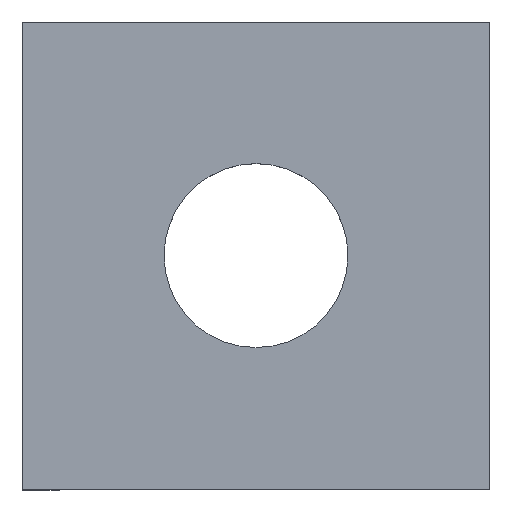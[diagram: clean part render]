
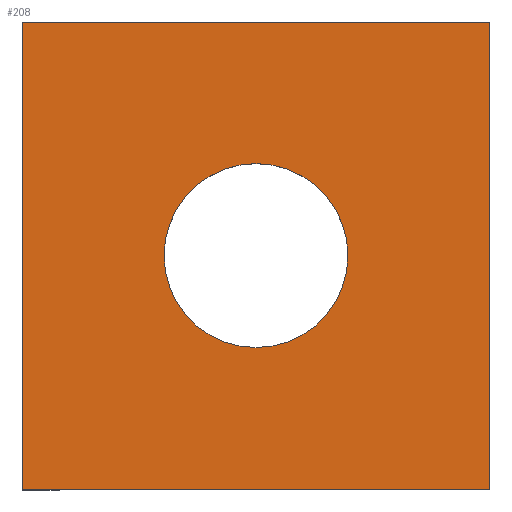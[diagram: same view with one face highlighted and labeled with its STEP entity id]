
A CAD part, top view. The second image highlights one B-rep face of the part: STEP entity #208.
In plain terms, the highlighted planar face has unit normal (0, 0, 1).
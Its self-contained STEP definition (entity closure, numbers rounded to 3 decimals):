
#2 = ORIENTED_EDGE ( 'NONE', *, *, #8, .T. ) ;
#8 = EDGE_CURVE ( 'NONE', #289, #268, #366, .T. ) ;
#28 = VECTOR ( 'NONE', #412, 1000. ) ;
#32 = ORIENTED_EDGE ( 'NONE', *, *, #167, .T. ) ;
#33 = CARTESIAN_POINT ( 'NONE',  ( 23.4, 0., 2. ) ) ;
#35 = EDGE_LOOP ( 'NONE', ( #2, #158 ) ) ;
#37 = VECTOR ( 'NONE', #247, 1000. ) ;
#39 = AXIS2_PLACEMENT_3D ( 'NONE', #163, #60, #312 ) ;
#40 = EDGE_LOOP ( 'NONE', ( #32, #46, #305, #71 ) ) ;
#46 = ORIENTED_EDGE ( 'NONE', *, *, #194, .F. ) ;
#58 = DIRECTION ( 'NONE',  ( 1., 0., 0. ) ) ;
#60 = DIRECTION ( 'NONE',  ( 0., 0., -1. ) ) ;
#69 = LINE ( 'NONE', #389, #260 ) ;
#71 = ORIENTED_EDGE ( 'NONE', *, *, #323, .T. ) ;
#79 = AXIS2_PLACEMENT_3D ( 'NONE', #390, #326, #143 ) ;
#82 = CIRCLE ( 'NONE', #284, 5. ) ;
#111 = CARTESIAN_POINT ( 'NONE',  ( 10.7, 12.7, 2. ) ) ;
#114 = LINE ( 'NONE', #117, #401 ) ;
#115 = CARTESIAN_POINT ( 'NONE',  ( 23.4, 25.4, 2. ) ) ;
#116 = CARTESIAN_POINT ( 'NONE',  ( -2., 25.4, 2. ) ) ;
#117 = CARTESIAN_POINT ( 'NONE',  ( 23.4, 0., 2. ) ) ;
#125 = PLANE ( 'NONE',  #39 ) ;
#130 = LINE ( 'NONE', #139, #37 ) ;
#139 = CARTESIAN_POINT ( 'NONE',  ( 23.4, 25.4, 2. ) ) ;
#143 = DIRECTION ( 'NONE',  ( -1., 0., 0. ) ) ;
#149 = VERTEX_POINT ( 'NONE', #116 ) ;
#158 = ORIENTED_EDGE ( 'NONE', *, *, #425, .T. ) ;
#163 = CARTESIAN_POINT ( 'NONE',  ( 23.4, 25.4, 2. ) ) ;
#167 = EDGE_CURVE ( 'NONE', #302, #248, #114, .T. ) ;
#173 = CARTESIAN_POINT ( 'NONE',  ( 5.7, 12.7, 2. ) ) ;
#194 = EDGE_CURVE ( 'NONE', #414, #248, #427, .T. ) ;
#207 = CARTESIAN_POINT ( 'NONE',  ( -2., 0., 2. ) ) ;
#208 = ADVANCED_FACE ( 'NONE', ( #334, #254 ), #125, .F. ) ;
#247 = DIRECTION ( 'NONE',  ( 1., 0., 0. ) ) ;
#248 = VERTEX_POINT ( 'NONE', #33 ) ;
#249 = DIRECTION ( 'NONE',  ( 0., 0., -1. ) ) ;
#254 = FACE_OUTER_BOUND ( 'NONE', #40, .T. ) ;
#260 = VECTOR ( 'NONE', #426, 1000. ) ;
#268 = VERTEX_POINT ( 'NONE', #347 ) ;
#284 = AXIS2_PLACEMENT_3D ( 'NONE', #111, #249, #286 ) ;
#286 = DIRECTION ( 'NONE',  ( -1., 0., 0. ) ) ;
#289 = VERTEX_POINT ( 'NONE', #173 ) ;
#302 = VERTEX_POINT ( 'NONE', #207 ) ;
#305 = ORIENTED_EDGE ( 'NONE', *, *, #316, .F. ) ;
#308 = CARTESIAN_POINT ( 'NONE',  ( 23.4, 25.4, 2. ) ) ;
#312 = DIRECTION ( 'NONE',  ( -1., 0., 0. ) ) ;
#316 = EDGE_CURVE ( 'NONE', #149, #414, #130, .T. ) ;
#323 = EDGE_CURVE ( 'NONE', #149, #302, #69, .T. ) ;
#326 = DIRECTION ( 'NONE',  ( 0., 0., -1. ) ) ;
#334 = FACE_BOUND ( 'NONE', #35, .T. ) ;
#347 = CARTESIAN_POINT ( 'NONE',  ( 15.7, 12.7, 2. ) ) ;
#366 = CIRCLE ( 'NONE', #79, 5. ) ;
#389 = CARTESIAN_POINT ( 'NONE',  ( -2., 25.4, 2. ) ) ;
#390 = CARTESIAN_POINT ( 'NONE',  ( 10.7, 12.7, 2. ) ) ;
#401 = VECTOR ( 'NONE', #58, 1000. ) ;
#412 = DIRECTION ( 'NONE',  ( 0., -1., 0. ) ) ;
#414 = VERTEX_POINT ( 'NONE', #115 ) ;
#425 = EDGE_CURVE ( 'NONE', #268, #289, #82, .T. ) ;
#426 = DIRECTION ( 'NONE',  ( 0., -1., 0. ) ) ;
#427 = LINE ( 'NONE', #308, #28 ) ;
